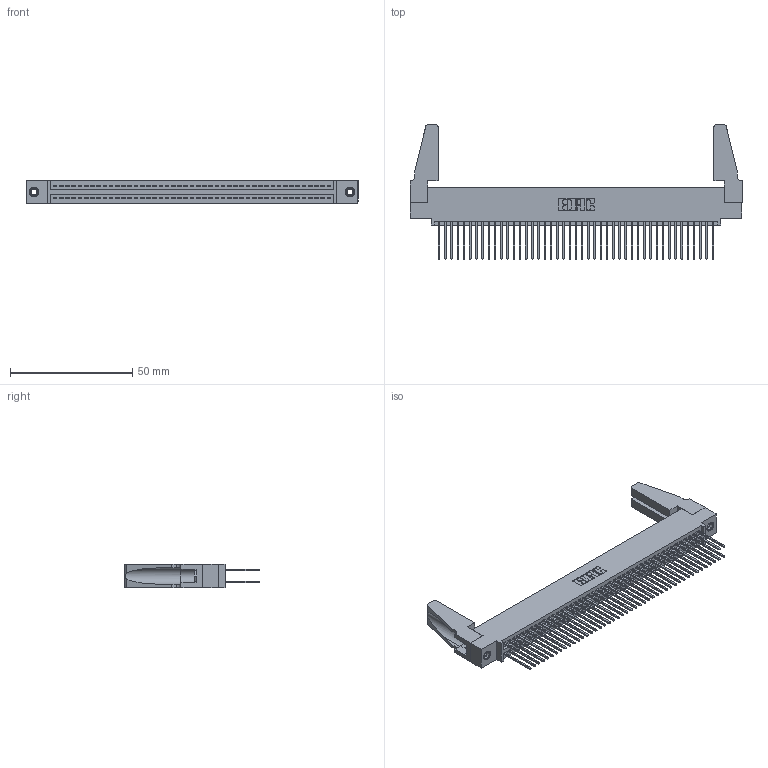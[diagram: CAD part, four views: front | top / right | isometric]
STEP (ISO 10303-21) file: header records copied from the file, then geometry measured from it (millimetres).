
FILE_DESCRIPTION (( 'STEP AP203' ), '1' );
FILE_NAME ('395-090-540-588.STEP', '2019-10-25T16:35:46', ( '' ), ( '' ), 'SwSTEP 2.0', 'SolidWorks 2016', '' );
FILE_SCHEMA (( 'CONFIG_CONTROL_DESIGN' ));
Length unit declared in the file: inch
Products named in the file (5): 345-220-078_345-220-088; 395-090-540-588; 345 Part_0.110 Offset - 0.156 Dia-TH; 345-292-001_345-293-140; 345-250-001_345-250-001-102
Assembly tree (95 placements, depth 2):
  395-090-540-588
    345 Part_0.110 Offset - 0.156 Dia-TH
    345-292-001_345-293-140  x90
    345-250-001_345-250-001-102  x2
    345-220-078_345-220-088  x2
Bounding box: 135.53 x 54.79 x 9.4 mm (x, y, z)
Volume: 16714.1 mm3; surface area: 24754.5 mm2
Topology: 95 solids, 95 shells, 4754 faces, 14077 edges, 9254 vertices
Faces by surface type: plane 3126, cylinder 1612, cone 12, torus 4
Entity records: 37202 total; most frequent: CARTESIAN_POINT 6230, ORIENTED_EDGE 6124, DIRECTION 5494, EDGE_CURVE 3062, LINE 2708, VECTOR 2708, VERTEX_POINT 2034, AXIS2_PLACEMENT_3D 1393
